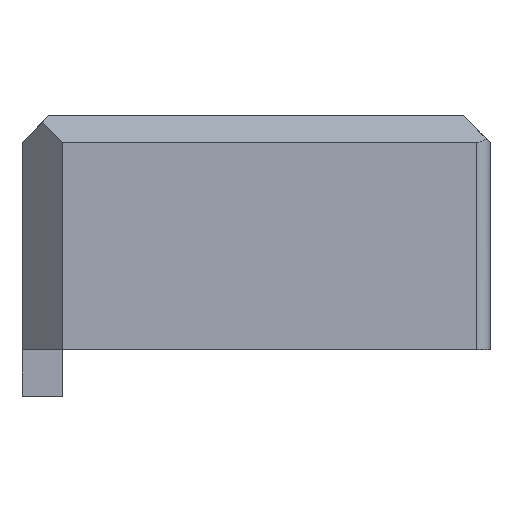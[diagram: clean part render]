
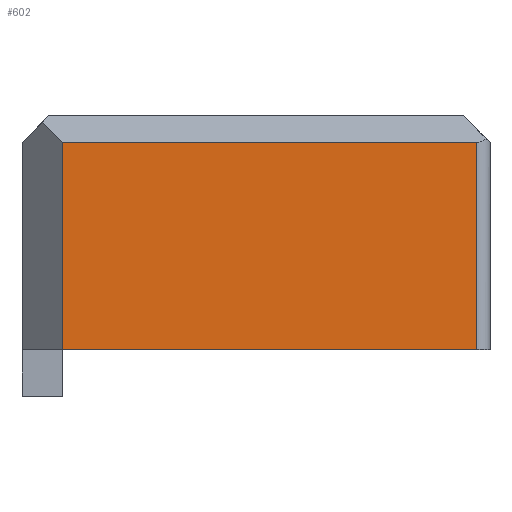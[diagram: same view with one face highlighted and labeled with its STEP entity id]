
A CAD part, top view. The second image highlights one B-rep face of the part: STEP entity #602.
In plain terms, the highlighted planar face has unit normal (0, 0, 1).
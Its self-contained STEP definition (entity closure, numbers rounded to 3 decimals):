
#56=FACE_OUTER_BOUND('',#89,.T.);
#89=EDGE_LOOP('',(#462,#463,#464,#465));
#149=LINE('',#921,#219);
#155=LINE('',#933,#225);
#159=LINE('',#943,#229);
#160=LINE('',#944,#230);
#219=VECTOR('',#736,10.);
#225=VECTOR('',#746,10.);
#229=VECTOR('',#754,10.);
#230=VECTOR('',#755,10.);
#281=VERTEX_POINT('',#918);
#282=VERTEX_POINT('',#920);
#286=VERTEX_POINT('',#932);
#290=VERTEX_POINT('',#942);
#346=EDGE_CURVE('',#281,#282,#149,.T.);
#352=EDGE_CURVE('',#282,#286,#155,.T.);
#357=EDGE_CURVE('',#281,#290,#159,.T.);
#358=EDGE_CURVE('',#286,#290,#160,.T.);
#462=ORIENTED_EDGE('',*,*,#346,.F.);
#463=ORIENTED_EDGE('',*,*,#357,.T.);
#464=ORIENTED_EDGE('',*,*,#358,.F.);
#465=ORIENTED_EDGE('',*,*,#352,.F.);
#577=PLANE('',#639);
#602=ADVANCED_FACE('',(#56),#577,.T.);
#639=AXIS2_PLACEMENT_3D('',#941,#752,#753);
#736=DIRECTION('',(0.,1.,0.));
#746=DIRECTION('',(1.,0.,0.));
#752=DIRECTION('center_axis',(0.,0.,1.));
#753=DIRECTION('ref_axis',(1.,0.,0.));
#754=DIRECTION('',(1.,0.,0.));
#755=DIRECTION('',(0.,-1.,0.));
#918=CARTESIAN_POINT('',(3.,0.,0.));
#920=CARTESIAN_POINT('',(3.,15.5,0.));
#921=CARTESIAN_POINT('',(3.,0.,0.));
#932=CARTESIAN_POINT('',(34.,15.5,0.));
#933=CARTESIAN_POINT('',(8.75,15.5,0.));
#941=CARTESIAN_POINT('Origin',(0.,0.,0.));
#942=CARTESIAN_POINT('',(34.,0.,0.));
#943=CARTESIAN_POINT('',(0.,0.,0.));
#944=CARTESIAN_POINT('',(34.,0.,0.));
